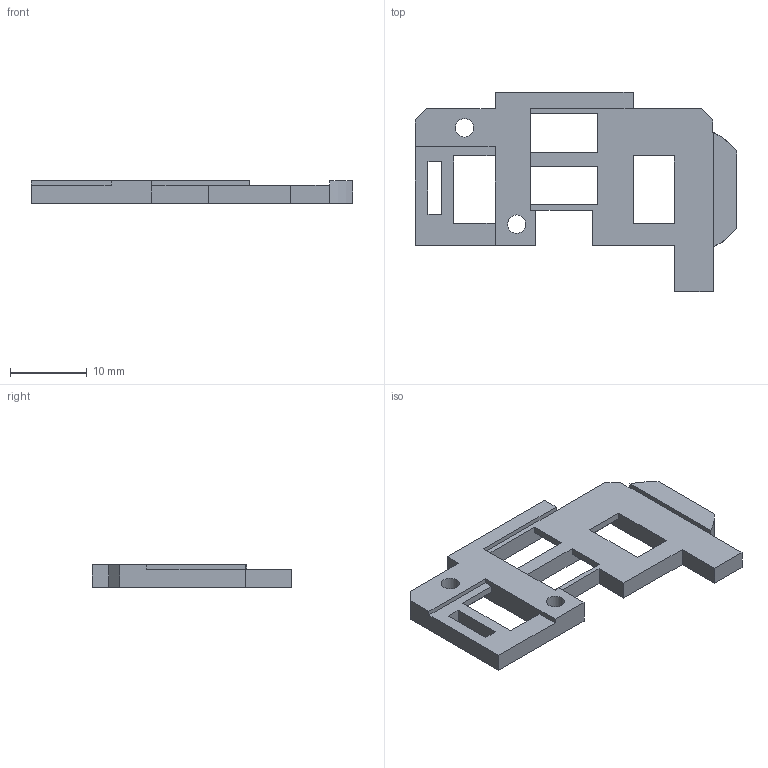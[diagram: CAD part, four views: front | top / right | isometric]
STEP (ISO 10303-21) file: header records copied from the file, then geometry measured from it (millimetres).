
FILE_DESCRIPTION(/* description */ (''),/* implementation_level */ '2;1');
FILE_NAME(/* name */ 'sub_clicker_b_v3.step',/* time_stamp */ '2025-08-30T22:29:41+09:00',/* author */ (''),/* organization */ (''),/* preprocessor_version */ 'ST-DEVELOPER v20.1',/* originating_system */ 'Autodesk Translation Framework v14.10.0.0',/* authorisation */ '');
FILE_SCHEMA (('AUTOMOTIVE_DESIGN { 1 0 10303 214 3 1 1 }'));
Length unit declared in the file: millimetre
Products named in the file (1): MiMi-TaBu_v0.3
Bounding box: 41.9 x 25.95 x 2.98 mm (x, y, z)
Volume: 1367.4 mm3; surface area: 1916.6 mm2
Topology: 1 solids, 1 shells, 110 faces, 309 edges, 200 vertices
Faces by surface type: plane 104, cylinder 6
Full cylindrical faces by diameter (mm): 2.4 x2, 4.2 x2
Entity records: 3542 total; most frequent: CARTESIAN_POINT 620, ORIENTED_EDGE 618, DIRECTION 553, EDGE_CURVE 309, LINE 287, VECTOR 287, VERTEX_POINT 200, AXIS2_PLACEMENT_3D 133
